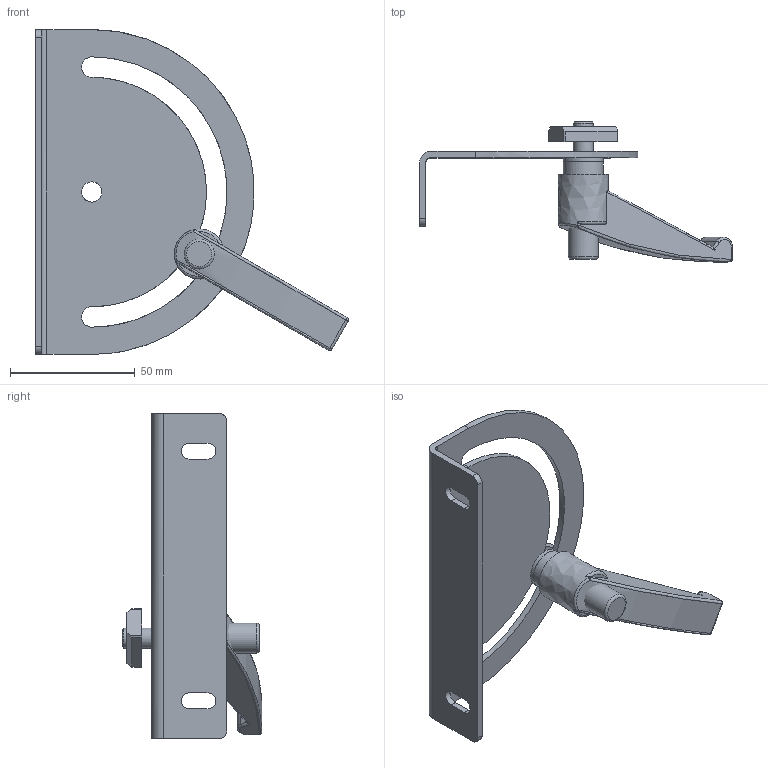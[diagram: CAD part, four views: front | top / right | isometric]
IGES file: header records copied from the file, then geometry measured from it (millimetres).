
Global section: file name: 324548; native system: Autodesk Inventor 2021; preprocessor: unknown; author: Mrówczyńska,,; organization: 11; date: 20221007.075433; units: millimetre
Bounding box: 125.17 x 55.99 x 130 mm (x, y, z)
Volume: 51614.5 mm3; surface area: 34994.6 mm2
Topology: 5 solids, 5 shells, 87 faces, 216 edges, 139 vertices
Faces by surface type: bspline 87
